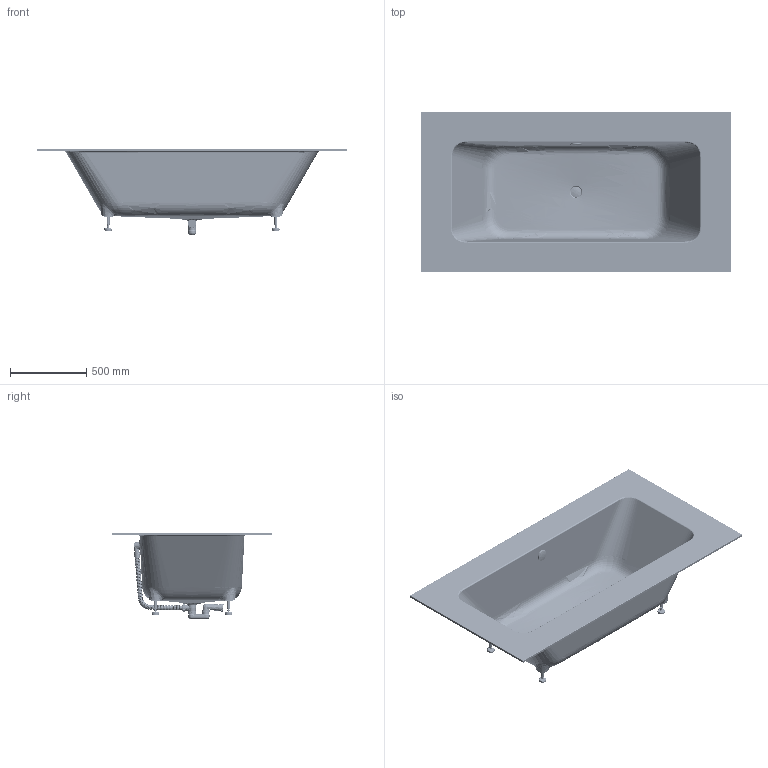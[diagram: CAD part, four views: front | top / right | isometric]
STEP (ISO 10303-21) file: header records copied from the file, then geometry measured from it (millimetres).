
FILE_DESCRIPTION(/* description */ (''),/* implementation_level */ '2;1');
FILE_NAME(/* name */ 'DELIGH~1',/* time_stamp */ '2016-06-28T14:02:47+02:00',/* author */ (''),/* organization */ (''),/* preprocessor_version */ 'ST-DEVELOPER v15',/* originating_system */ '',/* authorisation */ '');
FILE_SCHEMA (('AUTOMOTIVE_DESIGN_CC2'));
Products named in the file (1): Document
Bounding box: 2030 x 1050 x 563.89 mm (x, y, z)
Volume: 249600 mm3; surface area: 7364441.8 mm2
Topology: 34 solids, 837 shells, 3806 faces, 11496 edges, 8045 vertices
Faces by surface type: bspline 3186, plane 620
Entity records: 607849 total; most frequent: CARTESIAN_POINT 540363, ORIENTED_EDGE 18401, EDGE_CURVE 11266, VERTEX_POINT 8100, B_SPLINE_CURVE_WITH_KNOTS 5827, EDGE_LOOP 4116, ADVANCED_FACE 3805, FACE_OUTER_BOUND 3805
